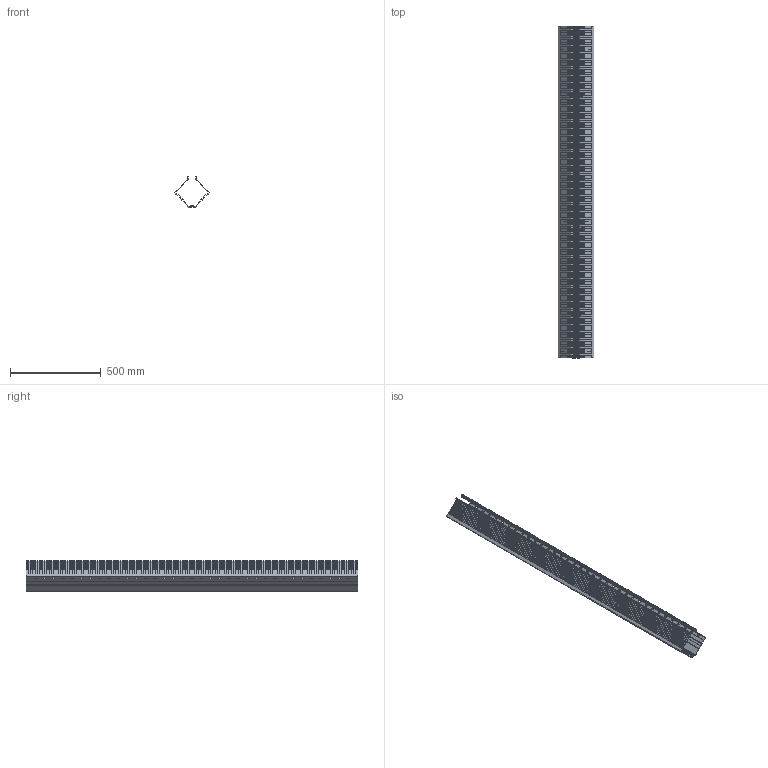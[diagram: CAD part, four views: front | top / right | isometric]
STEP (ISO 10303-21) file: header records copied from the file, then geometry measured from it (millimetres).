
FILE_DESCRIPTION(/* description */ (''),/* implementation_level */ '2;1');
FILE_NAME(/* name */ 'CWD4',/* time_stamp */ '2010-10-07T14:08:23-05:00',/* author */ (''),/* organization */ (''),/* preprocessor_version */ 'ST-DEVELOPER v9',/* originating_system */ 'UGS - NX 3.0',/* authorisation */ '');
FILE_SCHEMA (('CONFIG_CONTROL_DESIGN'));
Products named in the file (1): lef06D5xj0j
Bounding box: 194.24 x 1828.8 x 167.16 mm (x, y, z)
Volume: 2108193.9 mm3; surface area: 1923782.3 mm2
Topology: 1 solids, 1 shells, 2652 faces, 7950 edges, 5300 vertices
Faces by surface type: plane 2512, cylinder 140
Entity records: 88122 total; most frequent: CARTESIAN_POINT 15903, ORIENTED_EDGE 15900, DIRECTION 13536, EDGE_CURVE 7950, LINE 7670, VECTOR 7670, VERTEX_POINT 5300, AXIS2_PLACEMENT_3D 2933
